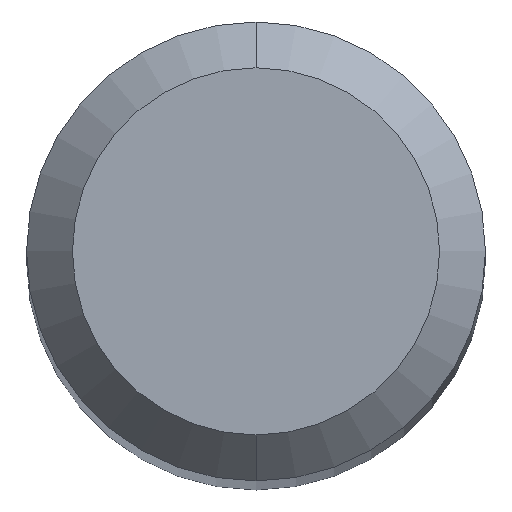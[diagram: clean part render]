
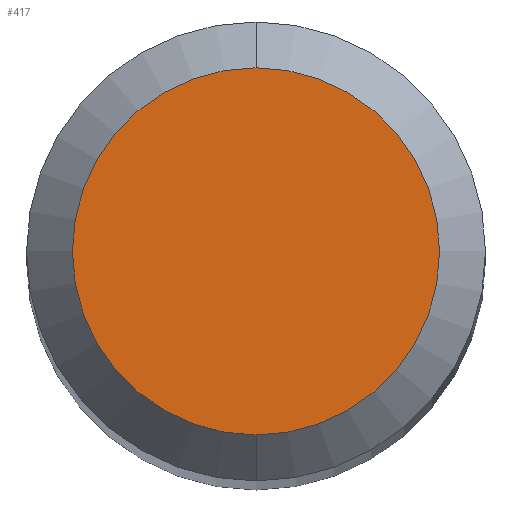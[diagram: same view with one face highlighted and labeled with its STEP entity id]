
A CAD part, top view. The second image highlights one B-rep face of the part: STEP entity #417.
In plain terms, the highlighted planar face has unit normal (0, 0, 1).
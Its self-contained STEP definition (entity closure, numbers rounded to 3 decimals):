
#305=VERTEX_POINT('',#627);
#351=VERTEX_POINT('',#681);
#403=EDGE_CURVE('',#351,#305,#734,.T.);
#417=ADVANCED_FACE('',(#749),#750,.T.);
#457=EDGE_CURVE('',#305,#351,#794,.T.);
#627=CARTESIAN_POINT('',(0.0,1.2,0.0));
#681=CARTESIAN_POINT('',(0.,-1.2,0.0));
#734=CIRCLE('',#1301,1.2);
#749=FACE_OUTER_BOUND('',#1327,.T.);
#750=PLANE('',#1328);
#794=CIRCLE('',#1408,1.2);
#1301=AXIS2_PLACEMENT_3D('',#1741,#1742,#1743);
#1327=EDGE_LOOP('',(#1756,#1757));
#1328=AXIS2_PLACEMENT_3D('',#1758,#1759,#1760);
#1408=AXIS2_PLACEMENT_3D('',#1801,#1802,#1803);
#1741=CARTESIAN_POINT('',(0.0,0.0,0.0));
#1742=DIRECTION('',(0.0,0.0,-1.0));
#1743=DIRECTION('',(0.0,1.0,0.0));
#1756=ORIENTED_EDGE('',*,*,#457,.F.);
#1757=ORIENTED_EDGE('',*,*,#403,.F.);
#1758=CARTESIAN_POINT('',(0.0,0.6,0.0));
#1759=DIRECTION('',(-0.0,0.0,1.0));
#1760=DIRECTION('',(0.0,-1.0,0.0));
#1801=CARTESIAN_POINT('',(0.0,0.0,0.0));
#1802=DIRECTION('',(0.0,0.0,-1.0));
#1803=DIRECTION('',(0.0,1.0,0.0));
